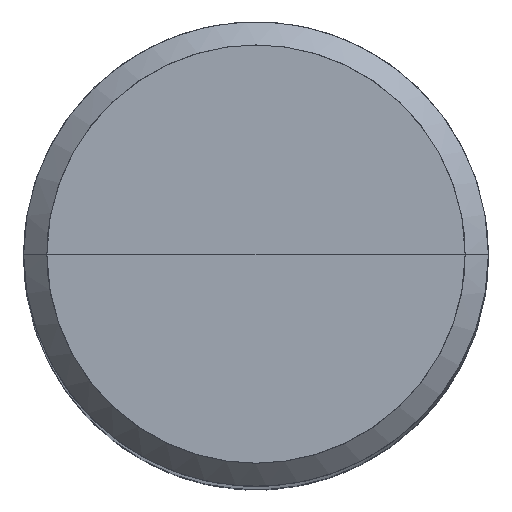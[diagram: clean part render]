
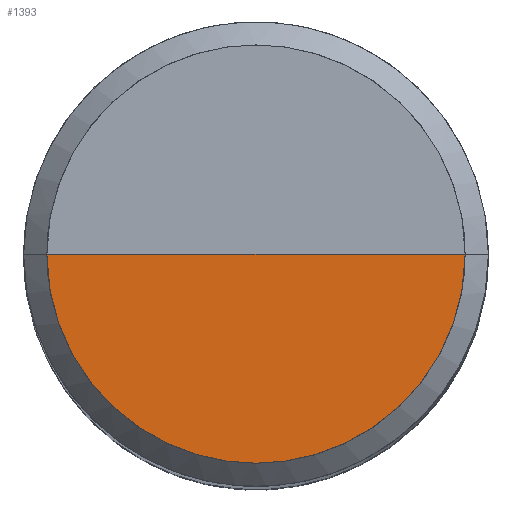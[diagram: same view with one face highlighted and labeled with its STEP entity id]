
A CAD part, top view. The second image highlights one B-rep face of the part: STEP entity #1393.
In plain terms, the highlighted free-form (B-spline) face has degree [1, 2] with [2, 5] control points.
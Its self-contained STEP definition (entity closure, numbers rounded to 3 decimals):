
#1080=CARTESIAN_POINT('',(9.0,0.0,68.0));
#1084=CARTESIAN_POINT('',(-9.0,0.0,68.0));
#1085=CARTESIAN_POINT('',(0.0,0.0,68.0));
#1092=CARTESIAN_POINT('',(-9.0,-9.0,68.0));
#1093=CARTESIAN_POINT('',(0.0,-9.0,68.0));
#1094=CARTESIAN_POINT('',(9.0,-9.0,68.0));
#1378=(
BOUNDED_SURFACE()
B_SPLINE_SURFACE(1,2,(
(#1084,#1092,#1093,#1094,#1080),
(#1085,#1085,#1085,#1085,#1085)
), .UNSPECIFIED.,.F.,.F.,.F.)
B_SPLINE_SURFACE_WITH_KNOTS((2,2),(3,2,3),(
0.0,1.0),(
0.0,0.5,1.0), .UNSPECIFIED.)
GEOMETRIC_REPRESENTATION_ITEM()
RATIONAL_B_SPLINE_SURFACE(((1.0,0.707,1.0,0.707,1.0),
(1.0,0.707,1.0,0.707,1.0)
))
REPRESENTATION_ITEM('')
SURFACE()
);
#1379=(
BOUNDED_CURVE()
B_SPLINE_CURVE(2,(#1080,#1094,#1093,#1092,#1084),.UNSPECIFIED.,.F.,.F.)
B_SPLINE_CURVE_WITH_KNOTS((3,2,3),
(0.0,0.5,1.0),.UNSPECIFIED.)
CURVE()
GEOMETRIC_REPRESENTATION_ITEM()
RATIONAL_B_SPLINE_CURVE((1.0,0.707,1.0,0.707,1.0))
REPRESENTATION_ITEM('')
);
#1380=(
BOUNDED_CURVE()
B_SPLINE_CURVE(1,(#1084,#1085),.UNSPECIFIED.,.F.,.F.)
B_SPLINE_CURVE_WITH_KNOTS((2,2),
(0.0,1.0),.UNSPECIFIED.)
CURVE()
GEOMETRIC_REPRESENTATION_ITEM()
RATIONAL_B_SPLINE_CURVE((1.0,1.0))
REPRESENTATION_ITEM('')
);
#1381=(
BOUNDED_CURVE()
B_SPLINE_CURVE(1,(#1085,#1080),.UNSPECIFIED.,.F.,.F.)
B_SPLINE_CURVE_WITH_KNOTS((2,2),
(0.0,1.0),.UNSPECIFIED.)
CURVE()
GEOMETRIC_REPRESENTATION_ITEM()
RATIONAL_B_SPLINE_CURVE((1.0,1.0))
REPRESENTATION_ITEM('')
);
#1382=VERTEX_POINT('',#1080);
#1383=VERTEX_POINT('',#1084);
#1384=VERTEX_POINT('',#1085);
#1385=EDGE_CURVE('',#1382,#1383,#1379,.T.);
#1386=EDGE_CURVE('',#1383,#1384,#1380,.T.);
#1387=EDGE_CURVE('',#1384,#1382,#1381,.T.);
#1388=ORIENTED_EDGE('',*,*,#1385,.T.);
#1389=ORIENTED_EDGE('',*,*,#1386,.T.);
#1390=ORIENTED_EDGE('',*,*,#1387,.T.);
#1391=EDGE_LOOP('',(#1388,#1389,#1390));
#1392=FACE_OUTER_BOUND('',#1391,.T.);
#1393=ADVANCED_FACE('',(#1392),#1378,.T.);
